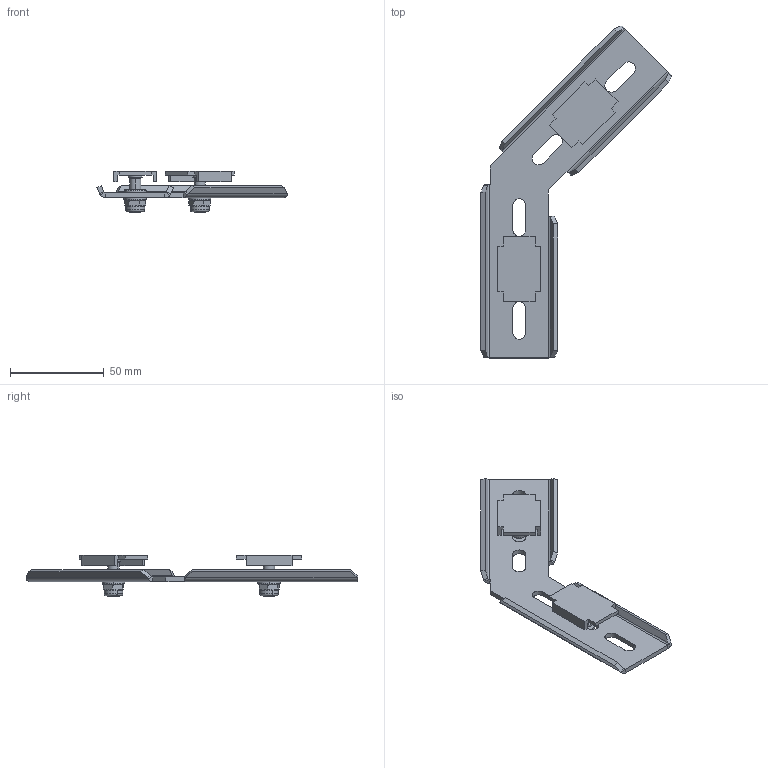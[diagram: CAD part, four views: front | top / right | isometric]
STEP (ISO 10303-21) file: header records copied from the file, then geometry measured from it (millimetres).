
FILE_DESCRIPTION((''),'2;1');
FILE_NAME('KTS_09_018-030_2-6017320_ASM','2013-12-06T',('AndreasKeweloh'),(''),'PRO/ENGINEER BY PARAMETRIC TECHNOLOGY CORPORATION, 2012360','PRO/ENGINEER BY PARAMETRIC TECHNOLOGY CORPORATION, 2012360','');
FILE_SCHEMA(('CONFIG_CONTROL_DESIGN'));
Length unit declared in the file: millimetre
Products named in the file (9): 010661_DIN_EN_ISO_10511_-_M6_-_; 009201_WASHER_DIN_125_-_B_6_4; ROTATION1; P_0000004061_1_ASM; BJ010-01_SW_GM_6_X_20; KTS_09_016-030_KLEMMTEIL; KTS_09_016-023_ASM; KTS_09_018-029_MW_45; KTS_09_018-030_2-6017320_ASM
Assembly tree (14 placements, depth 3):
  KTS_09_018-030_2-6017320_ASM
    010661_DIN_EN_ISO_10511_-_M6_-_  x2
    009201_WASHER_DIN_125_-_B_6_4  x4
    P_0000004061_1_ASM  x2
      ROTATION1
    KTS_09_016-023_ASM  x2
      BJ010-01_SW_GM_6_X_20
      KTS_09_016-030_KLEMMTEIL
    KTS_09_018-029_MW_45
Bounding box: 101.64 x 177.34 x 22 mm (x, y, z)
Volume: 24206.3 mm3; surface area: 23535.1 mm2
Topology: 13 solids, 13 shells, 304 faces, 674 edges, 400 vertices
Faces by surface type: plane 124, cylinder 80, cone 76, torus 16, bspline 8
Entity records: 5687 total; most frequent: CARTESIAN_POINT 1274, DIRECTION 918, ORIENTED_EDGE 844, EDGE_CURVE 422, AXIS2_PLACEMENT_3D 334, VERTEX_POINT 252, VECTOR 250, LINE 250
